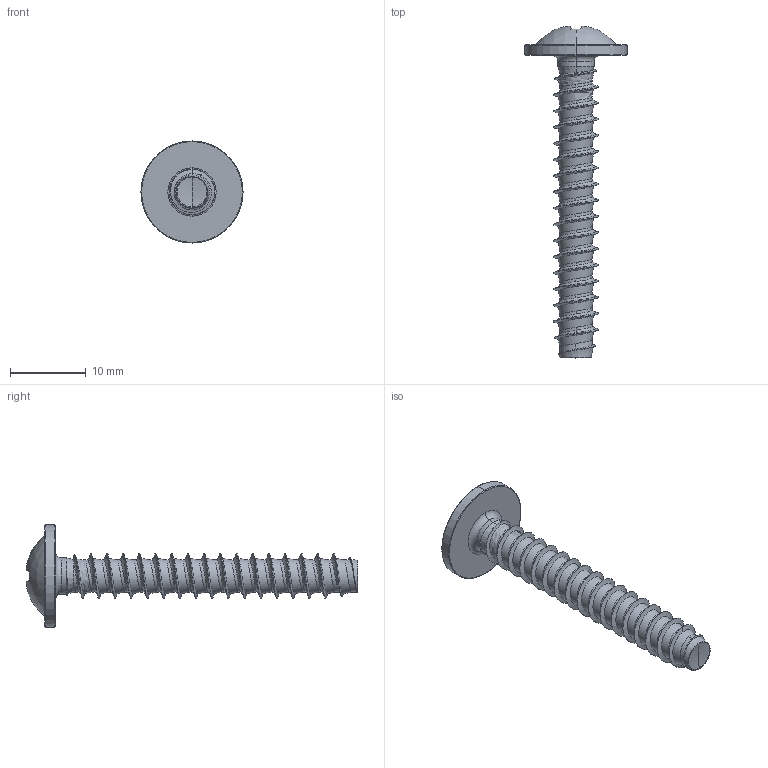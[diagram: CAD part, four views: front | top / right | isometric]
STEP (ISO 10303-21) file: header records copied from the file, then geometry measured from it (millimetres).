
FILE_DESCRIPTION (( 'STEP AP203' ), '1' );
FILE_NAME ('STP210600400.STEP', '2017-08-15T01:57:45', ( '' ), ( '' ), 'SwSTEP 2.0', 'SolidWorks 2015', '' );
FILE_SCHEMA (( 'CONFIG_CONTROL_DESIGN' ));
Length unit declared in the file: millimetre
Products named in the file (1): STP210600400
Bounding box: 13.5 x 43.88 x 13.5 mm (x, y, z)
Volume: 972.7 mm3; surface area: 1269.3 mm2
Topology: 1 solids, 1 shells, 204 faces, 496 edges, 295 vertices
Faces by surface type: cylinder 61, bspline 55, plane 31, torus 30, sphere 20, cone 7
Entity records: 37862 total; most frequent: CARTESIAN_POINT 33580, ORIENTED_EDGE 988, DIRECTION 774, EDGE_CURVE 494, AXIS2_PLACEMENT_3D 335, VERTEX_POINT 295, EDGE_LOOP 207, ADVANCED_FACE 204
